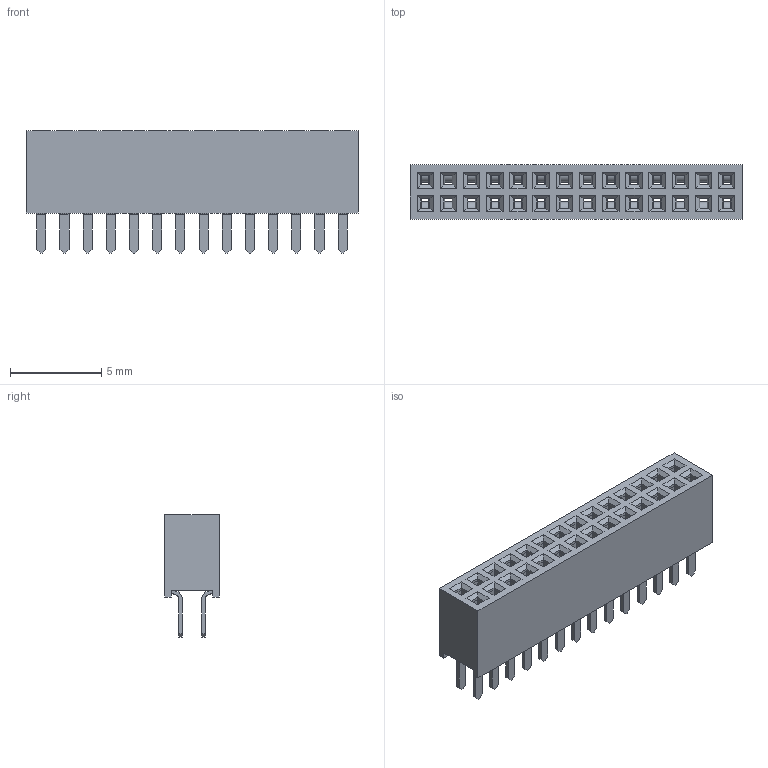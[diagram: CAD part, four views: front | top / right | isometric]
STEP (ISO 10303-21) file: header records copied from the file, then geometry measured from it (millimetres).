
FILE_DESCRIPTION(/* description */ ('Unknown'),/* implementation_level */ '2;1');
FILE_NAME(/* name */ 'J_Wurth_WR-PHD_62202821821',/* time_stamp */ '2025-04-30T09:45:36+08:00',/* author */ ('Unknown'),/* organization */ ('Unknown'),/* preprocessor_version */ 'ST-DEVELOPER v19.4',/* originating_system */ 'Solid Edge',/* authorisation */ 'Unknown');
FILE_SCHEMA (('AUTOMOTIVE_DESIGN {1 0 10303 214 3 1 1}'));
Products named in the file (2): J_Wurth_WR-PHD_62202821821
Assembly tree (1 placements, depth 2):
  J_Wurth_WR-PHD_62202821821
    J_Wurth_WR-PHD_62202821821
Bounding box: 18.18 x 3 x 6.7 mm (x, y, z)
Volume: 166.6 mm3; surface area: 1322 mm2
Topology: 29 solids, 29 shells, 2474 faces, 6632 edges, 4216 vertices
Faces by surface type: plane 1634, cylinder 840
Entity records: 76918 total; most frequent: CARTESIAN_POINT 14332, ORIENTED_EDGE 13264, DIRECTION 12760, EDGE_CURVE 6632, LINE 4784, VECTOR 4784, VERTEX_POINT 4216, AXIS2_PLACEMENT_3D 3988
